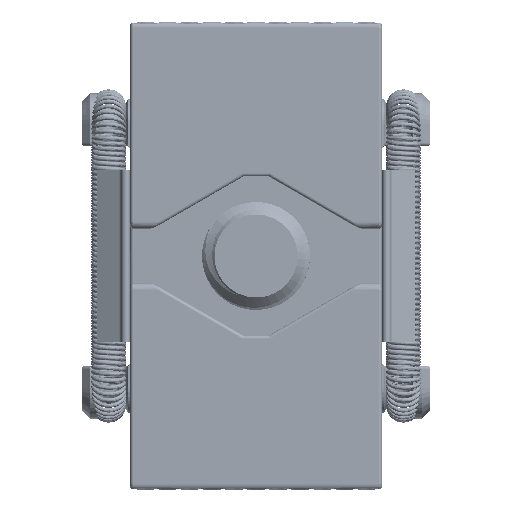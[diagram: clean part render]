
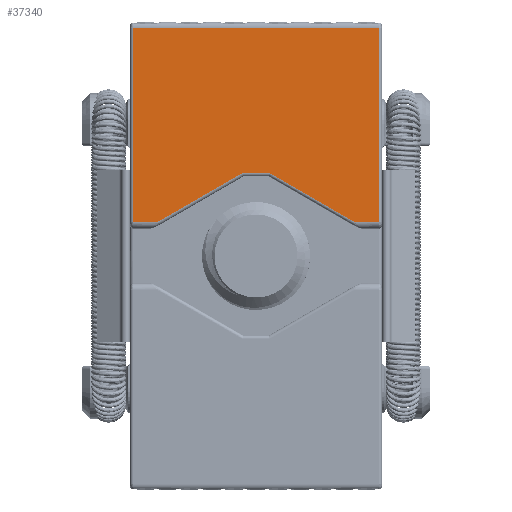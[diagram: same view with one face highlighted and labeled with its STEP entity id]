
A CAD part, front view. The second image highlights one B-rep face of the part: STEP entity #37340.
In plain terms, the highlighted face is planar.
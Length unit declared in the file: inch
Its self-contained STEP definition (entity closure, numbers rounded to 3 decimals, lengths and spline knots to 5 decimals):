
#3591 = EDGE_CURVE ( 'NONE', #16699, #55249, #60141, .T. ) ;
#4313 = VERTEX_POINT ( 'NONE', #30498 ) ;
#5133 = VECTOR ( 'NONE', #53927, 39.37008 ) ;
#5145 = EDGE_CURVE ( 'NONE', #9803, #58610, #68597, .T. ) ;
#5419 = LINE ( 'NONE', #8984, #35053 ) ;
#5470 = VECTOR ( 'NONE', #72604, 39.37008 ) ;
#5498 = CARTESIAN_POINT ( 'NONE',  ( 0.44685, 0.455, -0.43701 ) ) ;
#6533 = ORIENTED_EDGE ( 'NONE', *, *, #13758, .F. ) ;
#7294 = EDGE_CURVE ( 'NONE', #13248, #55927, #5419, .T. ) ;
#7567 = CARTESIAN_POINT ( 'NONE',  ( 0.44685, 0.56693, -0.43701 ) ) ;
#8984 = CARTESIAN_POINT ( 'NONE',  ( 0.44685, 0., -0.43701 ) ) ;
#9803 = VERTEX_POINT ( 'NONE', #76173 ) ;
#9868 = VECTOR ( 'NONE', #17643, 39.37008 ) ;
#10325 = EDGE_CURVE ( 'NONE', #16699, #58610, #36616, .T. ) ;
#13248 = VERTEX_POINT ( 'NONE', #5498 ) ;
#13758 = EDGE_CURVE ( 'NONE', #55927, #9803, #72550, .T. ) ;
#15186 = DIRECTION ( 'NONE',  ( 0., 1., 0. ) ) ;
#15678 = ORIENTED_EDGE ( 'NONE', *, *, #5145, .F. ) ;
#16699 = VERTEX_POINT ( 'NONE', #74178 ) ;
#17290 = ORIENTED_EDGE ( 'NONE', *, *, #34270, .F. ) ;
#17464 = VECTOR ( 'NONE', #37020, 39.37008 ) ;
#17643 = DIRECTION ( 'NONE',  ( 0.5, 0.866, 0. ) ) ;
#18575 = DIRECTION ( 'NONE',  ( 1., 0., 0. ) ) ;
#20986 = ORIENTED_EDGE ( 'NONE', *, *, #3591, .F. ) ;
#21128 = DIRECTION ( 'NONE',  ( 0., 1., 0. ) ) ;
#23341 = VECTOR ( 'NONE', #42383, 39.37008 ) ;
#23342 = CARTESIAN_POINT ( 'NONE',  ( 0.22052, 0.06298, -0.43701 ) ) ;
#24028 = CARTESIAN_POINT ( 'NONE',  ( 0., 0., -0.43701 ) ) ;
#24285 = PLANE ( 'NONE',  #32361 ) ;
#24469 = CARTESIAN_POINT ( 'NONE',  ( -0.45079, -0.56693, -0.43701 ) ) ;
#30498 = CARTESIAN_POINT ( 'NONE',  ( 0.22052, -0.06298, -0.43701 ) ) ;
#30526 = EDGE_CURVE ( 'NONE', #55249, #4313, #33217, .T. ) ;
#32361 = AXIS2_PLACEMENT_3D ( 'NONE', #24028, #54015, #18575 ) ;
#33217 = LINE ( 'NONE', #36764, #17464 ) ;
#34270 = EDGE_CURVE ( 'NONE', #37599, #13248, #55198, .T. ) ;
#35053 = VECTOR ( 'NONE', #21128, 39.37008 ) ;
#35681 = CARTESIAN_POINT ( 'NONE',  ( 0., 0.56693, -0.43701 ) ) ;
#36333 = CARTESIAN_POINT ( 'NONE',  ( -0.00197, -0.56693, -0.43701 ) ) ;
#36616 = LINE ( 'NONE', #36333, #5133 ) ;
#36764 = CARTESIAN_POINT ( 'NONE',  ( 0.44685, -0.455, -0.43701 ) ) ;
#37020 = DIRECTION ( 'NONE',  ( -0.5, 0.866, 0. ) ) ;
#37340 = ADVANCED_FACE ( 'NONE', ( #37461 ), #24285, .F. ) ;
#37461 = FACE_OUTER_BOUND ( 'NONE', #37610, .T. ) ;
#37599 = VERTEX_POINT ( 'NONE', #46146 ) ;
#37610 = EDGE_LOOP ( 'NONE', ( #71604, #64457, #20986, #64867, #15678, #6533, #56445, #17290 ) ) ;
#42252 = LINE ( 'NONE', #55332, #56174 ) ;
#42383 = DIRECTION ( 'NONE',  ( -1., 0., 0. ) ) ;
#46146 = CARTESIAN_POINT ( 'NONE',  ( 0.22052, 0.06298, -0.43701 ) ) ;
#46983 = CARTESIAN_POINT ( 'NONE',  ( 0.44685, -0.455, -0.43701 ) ) ;
#48595 = CARTESIAN_POINT ( 'NONE',  ( -0.45079, 0., -0.43701 ) ) ;
#50539 = CARTESIAN_POINT ( 'NONE',  ( 0.44685, 0., -0.43701 ) ) ;
#53927 = DIRECTION ( 'NONE',  ( -1., 0., 0. ) ) ;
#54015 = DIRECTION ( 'NONE',  ( 0., 0., 1. ) ) ;
#55198 = LINE ( 'NONE', #23342, #9868 ) ;
#55249 = VERTEX_POINT ( 'NONE', #46983 ) ;
#55332 = CARTESIAN_POINT ( 'NONE',  ( 0.22052, 0., -0.43701 ) ) ;
#55927 = VERTEX_POINT ( 'NONE', #7567 ) ;
#56174 = VECTOR ( 'NONE', #61363, 39.37008 ) ;
#56383 = VECTOR ( 'NONE', #15186, 39.37008 ) ;
#56445 = ORIENTED_EDGE ( 'NONE', *, *, #7294, .F. ) ;
#58610 = VERTEX_POINT ( 'NONE', #24469 ) ;
#60141 = LINE ( 'NONE', #50539, #56383 ) ;
#61363 = DIRECTION ( 'NONE',  ( 0., 1., 0. ) ) ;
#64457 = ORIENTED_EDGE ( 'NONE', *, *, #30526, .F. ) ;
#64867 = ORIENTED_EDGE ( 'NONE', *, *, #10325, .T. ) ;
#68597 = LINE ( 'NONE', #48595, #5470 ) ;
#71604 = ORIENTED_EDGE ( 'NONE', *, *, #72972, .F. ) ;
#72550 = LINE ( 'NONE', #35681, #23341 ) ;
#72604 = DIRECTION ( 'NONE',  ( 0., -1., 0. ) ) ;
#72972 = EDGE_CURVE ( 'NONE', #4313, #37599, #42252, .T. ) ;
#74178 = CARTESIAN_POINT ( 'NONE',  ( 0.44685, -0.56693, -0.43701 ) ) ;
#76173 = CARTESIAN_POINT ( 'NONE',  ( -0.45079, 0.56693, -0.43701 ) ) ;
